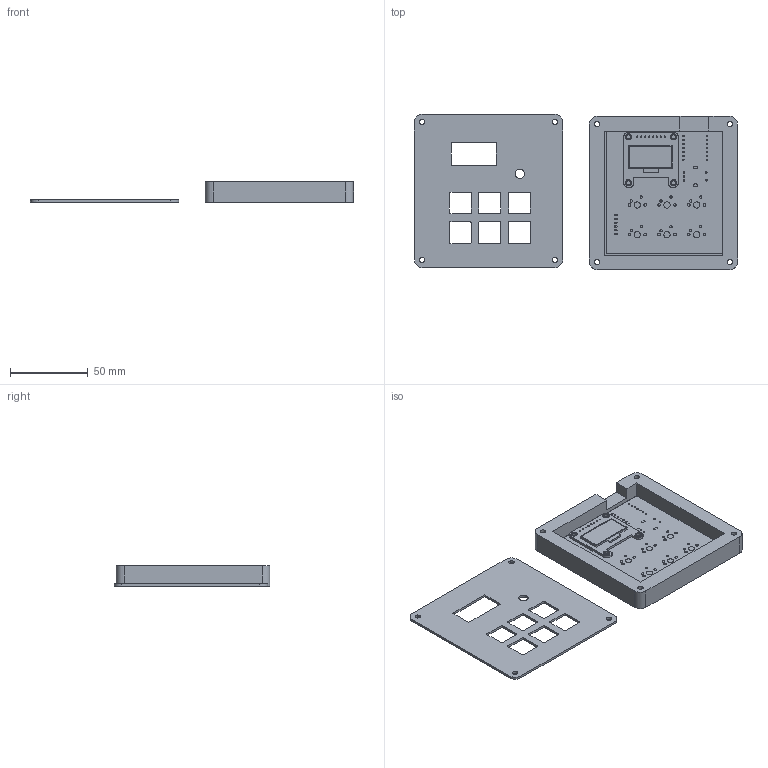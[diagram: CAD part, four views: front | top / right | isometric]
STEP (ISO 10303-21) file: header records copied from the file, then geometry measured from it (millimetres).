
FILE_DESCRIPTION(/* description */ (''),/* implementation_level */ '2;1');
FILE_NAME(/* name */ 'Macropad V2.step',/* time_stamp */ '2025-12-07T19:54:01-06:00',/* author */ (''),/* organization */ (''),/* preprocessor_version */ 'ST-DEVELOPER v20.1',/* originating_system */ 'Autodesk Translation Framework v14.21.0.0',/* authorisation */ '');
FILE_SCHEMA (('AUTOMOTIVE_DESIGN { 1 0 10303 214 3 1 1 }'));
Length unit declared in the file: millimetre
Products named in the file (7): Macriopad; Om's Macropad; Macrooad 1; Adafruit_SSD1306; Macrooad_PCB; D_SOD-523; Keys
Assembly tree (10 placements, depth 3):
  Macriopad
    Macrooad 1
      D_SOD-523  x6
      Adafruit_SSD1306
      Macrooad_PCB
    Keys
  Om's Macropad
Bounding box: 207.32 x 99.92 x 13 mm (x, y, z)
Volume: 81471.9 mm3; surface area: 58898.1 mm2
Topology: 10 solids, 10 shells, 430 faces, 1079 edges, 679 vertices
Faces by surface type: plane 257, cylinder 161, torus 6, sphere 6
Full cylindrical faces by diameter (mm): 0.889 x14, 1 x21, 1.5 x12, 1.7 x12, 2.7 x4, 2.8 x7, 3.4 x8, 4 x10, 6 x5
Entity records: 9916 total; most frequent: DIRECTION 1730, CARTESIAN_POINT 1585, ORIENTED_EDGE 1546, EDGE_CURVE 773, AXIS2_PLACEMENT_3D 644, VERTEX_POINT 499, EDGE_LOOP 488, LINE 442
